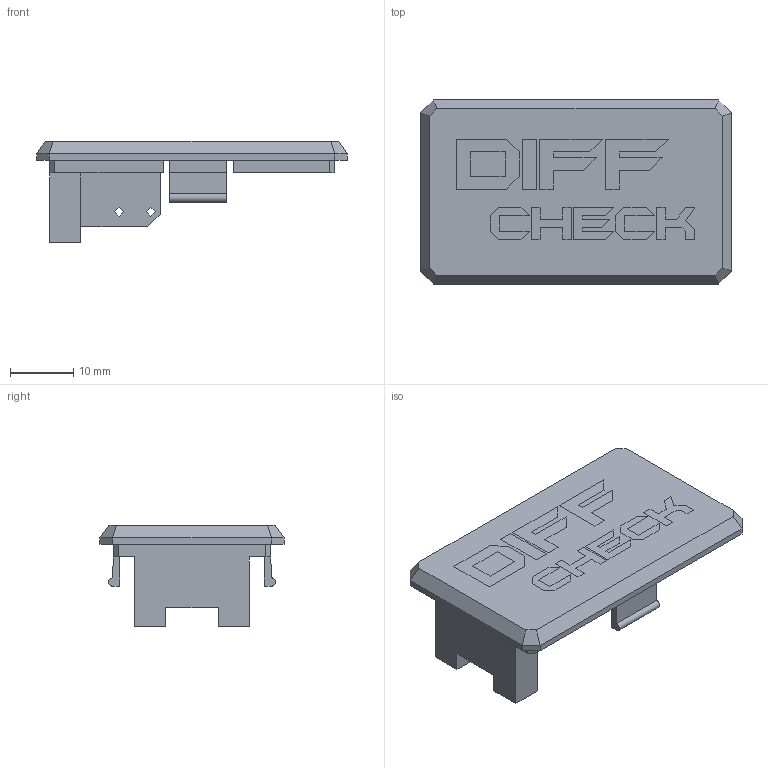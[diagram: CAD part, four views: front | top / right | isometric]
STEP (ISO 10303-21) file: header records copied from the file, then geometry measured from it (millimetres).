
FILE_DESCRIPTION (( 'STEP AP203' ), '1' );
FILE_NAME ('Êðàøêà^Diff Analyze.STEP', '2024-05-27T17:38:05', ( '' ), ( '' ), 'SwSTEP 2.0', 'SolidWorks 2022', '' );
FILE_SCHEMA (( 'CONFIG_CONTROL_DESIGN' ));
Length unit declared in the file: millimetre
Products named in the file (1): Крашка^Diff Analyze
Bounding box: 49 x 29 x 16 mm (x, y, z)
Volume: 4425.2 mm3; surface area: 5644 mm2
Topology: 10 solids, 10 shells, 315 faces, 834 edges, 552 vertices
Faces by surface type: plane 309, cylinder 6
Entity records: 9615 total; most frequent: CARTESIAN_POINT 1702, ORIENTED_EDGE 1668, DIRECTION 1478, EDGE_CURVE 834, VECTOR 822, LINE 822, VERTEX_POINT 552, EDGE_LOOP 334
